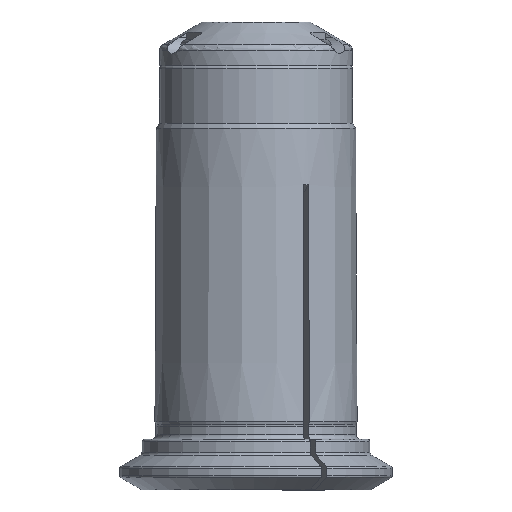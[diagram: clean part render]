
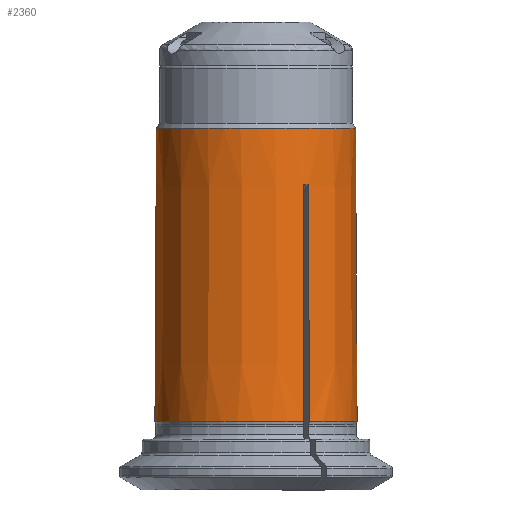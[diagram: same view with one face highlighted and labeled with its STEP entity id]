
A CAD part, front view. The second image highlights one B-rep face of the part: STEP entity #2360.
In plain terms, the highlighted conical face has half-angle 0.287 degrees and reference radius 15.966 mm.
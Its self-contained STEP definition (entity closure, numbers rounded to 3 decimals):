
#27=ELLIPSE('',#2516,20.685,15.845);
#28=ELLIPSE('',#2520,20.685,15.845);
#29=ELLIPSE('',#2524,20.685,15.845);
#64=LINE('',#3355,#139);
#74=LINE('',#3426,#149);
#84=LINE('',#3485,#159);
#113=LINE('',#3692,#188);
#118=LINE('',#3727,#193);
#125=LINE('',#3764,#200);
#139=VECTOR('',#2699,1000.);
#149=VECTOR('',#2721,1000.);
#159=VECTOR('',#2743,1000.);
#188=VECTOR('',#2918,1000.);
#193=VECTOR('',#2931,1000.);
#200=VECTOR('',#2948,1000.);
#792=ORIENTED_EDGE('',*,*,#1077,.F.);
#793=ORIENTED_EDGE('',*,*,#1088,.T.);
#794=ORIENTED_EDGE('',*,*,#924,.T.);
#795=ORIENTED_EDGE('',*,*,#1056,.F.);
#796=ORIENTED_EDGE('',*,*,#1064,.F.);
#797=ORIENTED_EDGE('',*,*,#1089,.T.);
#798=ORIENTED_EDGE('',*,*,#966,.F.);
#799=ORIENTED_EDGE('',*,*,#1048,.F.);
#800=ORIENTED_EDGE('',*,*,#1053,.T.);
#801=ORIENTED_EDGE('',*,*,#1080,.T.);
#802=ORIENTED_EDGE('',*,*,#946,.T.);
#803=ORIENTED_EDGE('',*,*,#1067,.F.);
#804=ORIENTED_EDGE('',*,*,#1079,.F.);
#924=EDGE_CURVE('',#1156,#1155,#64,.T.);
#946=EDGE_CURVE('',#1178,#1177,#74,.T.);
#966=EDGE_CURVE('',#1195,#1196,#84,.T.);
#1048=EDGE_CURVE('',#1252,#1195,#27,.T.);
#1053=EDGE_CURVE('',#1252,#1254,#113,.T.);
#1056=EDGE_CURVE('',#1255,#1155,#28,.T.);
#1064=EDGE_CURVE('',#1259,#1255,#118,.T.);
#1067=EDGE_CURVE('',#1260,#1177,#29,.T.);
#1077=EDGE_CURVE('',#1267,#1260,#125,.T.);
#1079=EDGE_CURVE('',#1269,#1269,#1351,.T.);
#1080=EDGE_CURVE('',#1254,#1178,#1352,.T.);
#1088=EDGE_CURVE('',#1267,#1156,#1360,.T.);
#1089=EDGE_CURVE('',#1259,#1196,#1361,.T.);
#1155=VERTEX_POINT('',#3354);
#1156=VERTEX_POINT('',#3356);
#1177=VERTEX_POINT('',#3425);
#1178=VERTEX_POINT('',#3427);
#1195=VERTEX_POINT('',#3484);
#1196=VERTEX_POINT('',#3486);
#1252=VERTEX_POINT('',#3680);
#1254=VERTEX_POINT('',#3691);
#1255=VERTEX_POINT('',#3697);
#1259=VERTEX_POINT('',#3726);
#1260=VERTEX_POINT('',#3732);
#1267=VERTEX_POINT('',#3763);
#1269=VERTEX_POINT('',#3770);
#1351=CIRCLE('',#2530,15.735);
#1352=CIRCLE('',#2534,15.966);
#1360=CIRCLE('',#2552,15.966);
#1361=CIRCLE('',#2555,15.966);
#1471=EDGE_LOOP('',(#792,#793,#794,#795,#796,#797,#798,#799,#800,#801,#802,
#803));
#1472=EDGE_LOOP('',(#804));
#1591=FACE_BOUND('',#1471,.T.);
#1592=FACE_BOUND('',#1472,.T.);
#1623=CONICAL_SURFACE('',#2554,15.966,0.005);
#2360=ADVANCED_FACE('',(#1591,#1592),#1623,.T.);
#2516=AXIS2_PLACEMENT_3D('',#3681,#2911,#2912);
#2520=AXIS2_PLACEMENT_3D('',#3698,#2925,#2926);
#2524=AXIS2_PLACEMENT_3D('',#3733,#2938,#2939);
#2530=AXIS2_PLACEMENT_3D('',#3769,#2955,#2956);
#2534=AXIS2_PLACEMENT_3D('',#3774,#2963,#2964);
#2552=AXIS2_PLACEMENT_3D('',#3792,#2999,#3000);
#2554=AXIS2_PLACEMENT_3D('',#3794,#3003,#3004);
#2555=AXIS2_PLACEMENT_3D('',#3795,#3005,#3006);
#2699=DIRECTION('',(-0.003,-0.004,1.));
#2721=DIRECTION('',(-0.003,0.004,1.));
#2743=DIRECTION('',(-0.005,0.,-1.));
#2911=DIRECTION('',(-0.643,0.,-0.766));
#2912=DIRECTION('',(0.766,0.,-0.643));
#2918=DIRECTION('',(-0.005,0.,-1.));
#2925=DIRECTION('',(0.321,0.557,-0.766));
#2926=DIRECTION('',(-0.383,-0.663,-0.643));
#2931=DIRECTION('',(-0.003,-0.004,1.));
#2938=DIRECTION('',(0.321,-0.557,-0.766));
#2939=DIRECTION('',(-0.383,0.663,-0.643));
#2948=DIRECTION('',(-0.003,0.004,1.));
#2955=DIRECTION('',(0.,0.,1.));
#2956=DIRECTION('',(1.,0.,0.));
#2963=DIRECTION('',(0.,0.,1.));
#2964=DIRECTION('',(1.,0.,0.));
#2999=DIRECTION('',(0.,0.,1.));
#3000=DIRECTION('',(1.,0.,0.));
#3003=DIRECTION('',(0.,0.,-1.));
#3004=DIRECTION('',(-1.,0.,0.));
#3005=DIRECTION('',(0.,0.,1.));
#3006=DIRECTION('',(1.,0.,0.));
#3354=CARTESIAN_POINT('',(8.318,13.408,48.233));
#3355=CARTESIAN_POINT('',(8.365,13.489,29.518));
#3356=CARTESIAN_POINT('',(8.412,13.57,10.803));
#3425=CARTESIAN_POINT('',(7.452,-13.908,48.233));
#3426=CARTESIAN_POINT('',(7.499,-13.989,29.518));
#3427=CARTESIAN_POINT('',(7.546,-14.07,10.803));
#3484=CARTESIAN_POINT('',(-15.771,0.5,48.233));
#3485=CARTESIAN_POINT('',(-15.865,0.5,29.518));
#3486=CARTESIAN_POINT('',(-15.958,0.5,10.803));
#3680=CARTESIAN_POINT('',(-15.771,-0.5,48.233));
#3681=CARTESIAN_POINT('',(0.066,0.,34.944));
#3691=CARTESIAN_POINT('',(-15.958,-0.5,10.803));
#3692=CARTESIAN_POINT('',(-15.865,-0.5,29.518));
#3697=CARTESIAN_POINT('',(7.452,13.908,48.233));
#3698=CARTESIAN_POINT('',(-0.033,-0.058,34.944));
#3726=CARTESIAN_POINT('',(7.546,14.07,10.803));
#3727=CARTESIAN_POINT('',(7.499,13.989,29.518));
#3732=CARTESIAN_POINT('',(8.318,-13.408,48.233));
#3733=CARTESIAN_POINT('',(-0.033,0.058,34.944));
#3763=CARTESIAN_POINT('',(8.412,-13.57,10.803));
#3764=CARTESIAN_POINT('',(8.365,-13.489,29.518));
#3769=CARTESIAN_POINT('',(0.,0.,57.094));
#3770=CARTESIAN_POINT('',(15.735,0.,57.094));
#3774=CARTESIAN_POINT('',(0.,0.,10.803));
#3792=CARTESIAN_POINT('',(0.,0.,10.803));
#3794=CARTESIAN_POINT('',(0.,0.,10.803));
#3795=CARTESIAN_POINT('',(0.,0.,10.803));
